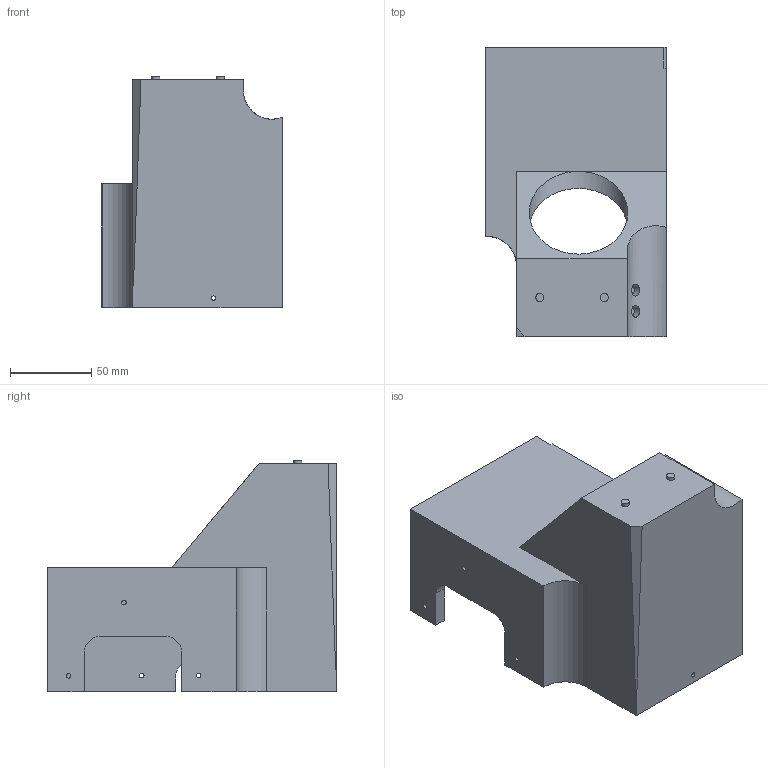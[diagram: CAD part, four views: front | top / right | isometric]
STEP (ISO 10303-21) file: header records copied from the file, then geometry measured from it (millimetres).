
FILE_DESCRIPTION(/* description */ (''),/* implementation_level */ '2;1');
FILE_NAME(/* name */ 'Booser_box_eda_01.step',/* time_stamp */ '2020-11-25T09:49:19+01:00',/* author */ (''),/* organization */ (''),/* preprocessor_version */ 'ST-DEVELOPER v18.1',/* originating_system */ 'Autodesk Translation Framework v9.3.0.1241',/* authorisation */ '');
FILE_SCHEMA (('AUTOMOTIVE_DESIGN { 1 0 10303 214 3 1 1 }'));
Length unit declared in the file: millimetre
Products named in the file (1): Booser_box_eda_01
Bounding box: 111.1 x 177.8 x 142.2 mm (x, y, z)
Volume: 466326.5 mm3; surface area: 129891 mm2
Topology: 1 solids, 1 shells, 66 faces, 185 edges, 123 vertices
Faces by surface type: plane 41, cylinder 25
Full cylindrical faces by diameter (mm): 2.8 x10, 3 x2, 5 x2, 7.2 x2, 60.7 x1
Entity records: 2285 total; most frequent: CARTESIAN_POINT 443, ORIENTED_EDGE 370, DIRECTION 367, EDGE_CURVE 185, LINE 129, VECTOR 129, VERTEX_POINT 123, AXIS2_PLACEMENT_3D 119
